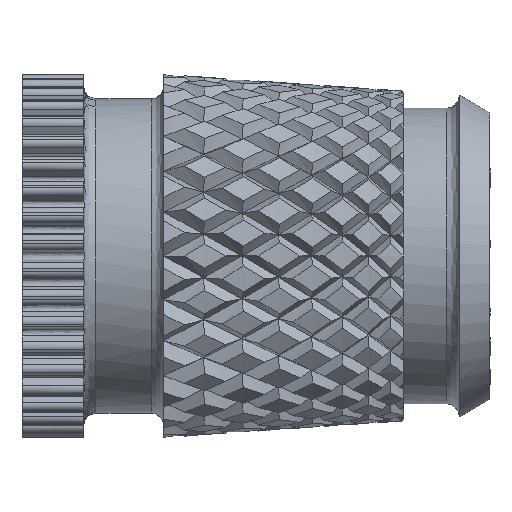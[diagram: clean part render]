
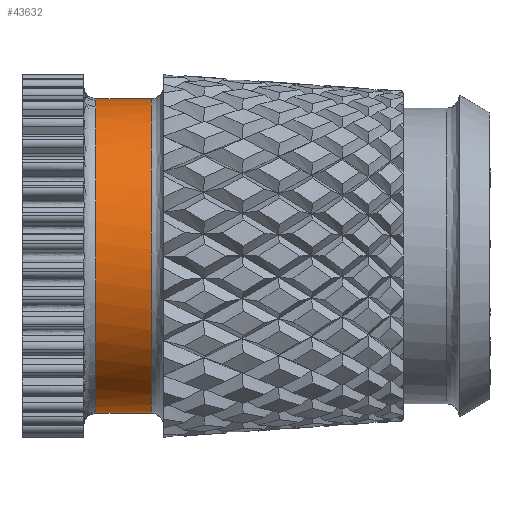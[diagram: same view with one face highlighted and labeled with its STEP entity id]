
A CAD part, left-side view. The second image highlights one B-rep face of the part: STEP entity #43632.
In plain terms, the highlighted free-form (B-spline) face has degree [2, 1] with [5, 2] control points.
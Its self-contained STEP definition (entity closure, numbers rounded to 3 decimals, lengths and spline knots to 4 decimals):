
#43632 = ADVANCED_FACE('',(#43633),#43669,.T.);
#43633 = FACE_BOUND('',#43634,.T.);
#43634 = EDGE_LOOP('',(#43635,#43647,#43654,#43664));
#43635 = ORIENTED_EDGE('',*,*,#43636,.F.);
#43636 = EDGE_CURVE('',#43637,#43639,#43641,.T.);
#43637 = VERTEX_POINT('',#43638);
#43638 = CARTESIAN_POINT('',(0.,-1.4816,
    3.1483));
#43639 = VERTEX_POINT('',#43640);
#43640 = CARTESIAN_POINT('',(0.,-1.4816,
    -3.1483));
#43641 = ( BOUNDED_CURVE() B_SPLINE_CURVE(2,(#43642,#43643,#43644,#43645
,#43646),.UNSPECIFIED.,.F.,.F.) B_SPLINE_CURVE_WITH_KNOTS((3,2,3),(0.,
1.5708,3.1416),.PIECEWISE_BEZIER_KNOTS.) CURVE() 
GEOMETRIC_REPRESENTATION_ITEM() RATIONAL_B_SPLINE_CURVE((1.,
0.707,1.,0.707,1.)) REPRESENTATION_ITEM('') );
#43642 = CARTESIAN_POINT('',(0.,-1.4816,
    3.1483));
#43643 = CARTESIAN_POINT('',(-3.1483,-1.4816,
    3.1483));
#43644 = CARTESIAN_POINT('',(-3.1483,-1.4816,
    0.));
#43645 = CARTESIAN_POINT('',(-3.1483,-1.4816,
    -3.1483));
#43646 = CARTESIAN_POINT('',(0.,-1.4816,
    -3.1483));
#43647 = ORIENTED_EDGE('',*,*,#43648,.F.);
#43648 = EDGE_CURVE('',#43649,#43637,#43651,.T.);
#43649 = VERTEX_POINT('',#43650);
#43650 = CARTESIAN_POINT('',(0.,-2.5927,
    3.1483));
#43651 = B_SPLINE_CURVE_WITH_KNOTS('',1,(#43652,#43653),.UNSPECIFIED.,
  .F.,.F.,(2,2),(0.,0.9),.PIECEWISE_BEZIER_KNOTS.);
#43652 = CARTESIAN_POINT('',(0.,-2.5927,3.1483));
#43653 = CARTESIAN_POINT('',(0.,-1.4816,3.1483));
#43654 = ORIENTED_EDGE('',*,*,#43655,.F.);
#43655 = EDGE_CURVE('',#43656,#43649,#43658,.T.);
#43656 = VERTEX_POINT('',#43657);
#43657 = CARTESIAN_POINT('',(0.,-2.5927,-3.1483));
#43658 = ( BOUNDED_CURVE() B_SPLINE_CURVE(2,(#43659,#43660,#43661,#43662
,#43663),.UNSPECIFIED.,.F.,.F.) B_SPLINE_CURVE_WITH_KNOTS((3,2,3),(
    0.,1.5708,3.1416),
.PIECEWISE_BEZIER_KNOTS.) CURVE() GEOMETRIC_REPRESENTATION_ITEM() 
RATIONAL_B_SPLINE_CURVE((1.,0.707,1.,0.707,1.)) 
REPRESENTATION_ITEM('') );
#43659 = CARTESIAN_POINT('',(0.,-2.5927,-3.1483));
#43660 = CARTESIAN_POINT('',(-3.1483,-2.5927,
    -3.1483));
#43661 = CARTESIAN_POINT('',(-3.1483,-2.5927,
    0.));
#43662 = CARTESIAN_POINT('',(-3.1483,-2.5927,
    3.1483));
#43663 = CARTESIAN_POINT('',(0.,-2.5927,
    3.1483));
#43664 = ORIENTED_EDGE('',*,*,#43665,.F.);
#43665 = EDGE_CURVE('',#43639,#43656,#43666,.T.);
#43666 = B_SPLINE_CURVE_WITH_KNOTS('',1,(#43667,#43668),.UNSPECIFIED.,
  .F.,.F.,(2,2),(0.,0.9),.PIECEWISE_BEZIER_KNOTS.);
#43667 = CARTESIAN_POINT('',(0.,-1.4816,-3.1483));
#43668 = CARTESIAN_POINT('',(0.,-2.5927,-3.1483));
#43669 = ( BOUNDED_SURFACE() B_SPLINE_SURFACE(2,1,(
    (#43670,#43671)
    ,(#43672,#43673)
    ,(#43674,#43675)
    ,(#43676,#43677)
    ,(#43678,#43679
)),.UNSPECIFIED.,.F.,.F.,.F.) B_SPLINE_SURFACE_WITH_KNOTS((3,2,3),(2,2),
  (0.,1.5708,3.1416),(0.,0.9),.PIECEWISE_BEZIER_KNOTS.) 
GEOMETRIC_REPRESENTATION_ITEM() RATIONAL_B_SPLINE_SURFACE((
    (1.,1.)
    ,(0.707,0.707)
    ,(1.,1.)
    ,(0.707,0.707)
,(1.,1.))) REPRESENTATION_ITEM('') SURFACE() );
#43670 = CARTESIAN_POINT('',(0.,-2.5927,
    3.1483));
#43671 = CARTESIAN_POINT('',(0.,-1.4816,
    3.1483));
#43672 = CARTESIAN_POINT('',(-3.1483,-2.5927,
    3.1483));
#43673 = CARTESIAN_POINT('',(-3.1483,-1.4816,
    3.1483));
#43674 = CARTESIAN_POINT('',(-3.1483,-2.5927,
    0.));
#43675 = CARTESIAN_POINT('',(-3.1483,-1.4816,
    0.));
#43676 = CARTESIAN_POINT('',(-3.1483,-2.5927,
    -3.1483));
#43677 = CARTESIAN_POINT('',(-3.1483,-1.4816,
    -3.1483));
#43678 = CARTESIAN_POINT('',(0.,-2.5927,
    -3.1483));
#43679 = CARTESIAN_POINT('',(0.,-1.4816,
    -3.1483));
